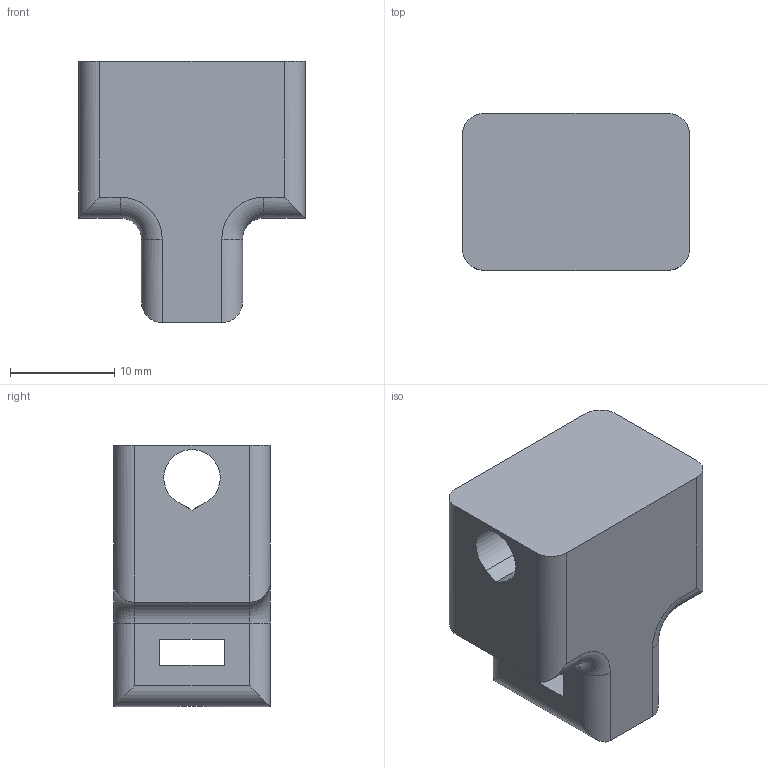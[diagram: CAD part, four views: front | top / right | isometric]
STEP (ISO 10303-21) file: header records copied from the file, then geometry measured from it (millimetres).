
FILE_DESCRIPTION(('FreeCAD Model'),'2;1');
FILE_NAME('Open CASCADE Shape Model','2025-02-01T15:36:08',('Author'),( ''),'Open CASCADE STEP processor 7.7','FreeCAD','Unknown');
FILE_SCHEMA(('AUTOMOTIVE_DESIGN { 1 0 10303 214 1 1 1 1 }'));
Length unit declared in the file: millimetre
Products named in the file (1): Top
Bounding box: 21.7 x 15 x 25 mm (x, y, z)
Volume: 5410.6 mm3; surface area: 2692.5 mm2
Topology: 1 solids, 1 shells, 51 faces, 136 edges, 85 vertices
Faces by surface type: plane 27, cylinder 19, torus 4, cone 1
Full cylindrical faces by diameter (mm): 3.4 x2
Entity records: 1705 total; most frequent: CARTESIAN_POINT 379, DIRECTION 273, ORIENTED_EDGE 272, EDGE_CURVE 136, AXIS2_PLACEMENT_3D 91, LINE 91, VECTOR 91, VERTEX_POINT 85
